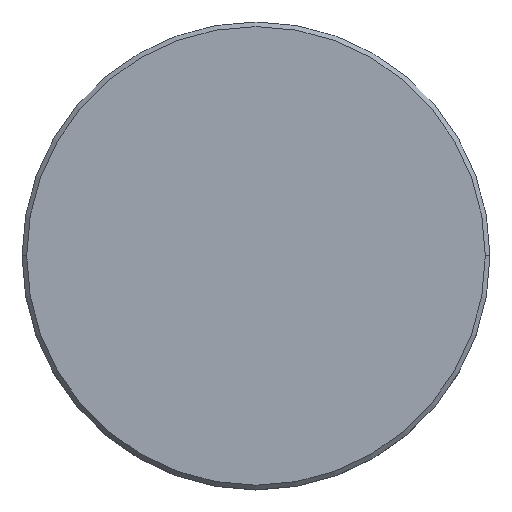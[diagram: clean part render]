
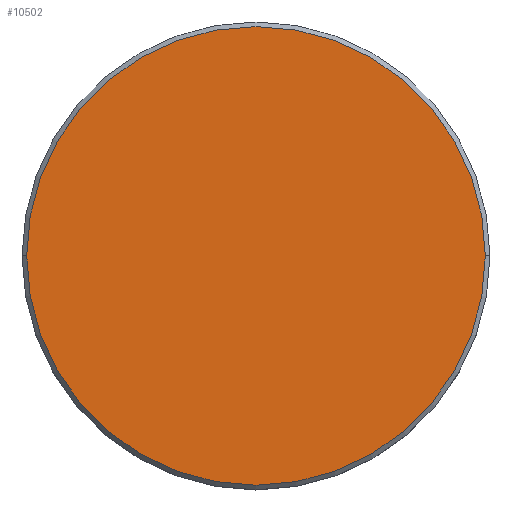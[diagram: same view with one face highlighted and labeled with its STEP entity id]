
A CAD part, top view. The second image highlights one B-rep face of the part: STEP entity #10502.
In plain terms, the highlighted planar face has unit normal (0, 0, 1).
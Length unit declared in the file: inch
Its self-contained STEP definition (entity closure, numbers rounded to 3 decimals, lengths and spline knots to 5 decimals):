
#529 = CARTESIAN_POINT ( 'NONE',  ( 0.49016, 0., 0.11811 ) ) ;
#900 = AXIS2_PLACEMENT_3D ( 'NONE', #1338, #7087, #2161 ) ;
#1338 = CARTESIAN_POINT ( 'NONE',  ( 0., 0., 0.11811 ) ) ;
#1360 = DIRECTION ( 'NONE',  ( 1., 0., 0. ) ) ;
#2161 = DIRECTION ( 'NONE',  ( 1., 0., 0. ) ) ;
#2531 = ORIENTED_EDGE ( 'NONE', *, *, #2739, .T. ) ;
#2739 = EDGE_CURVE ( 'NONE', #6412, #5193, #3778, .T. ) ;
#3681 = CARTESIAN_POINT ( 'NONE',  ( 0., 0., 0.11811 ) ) ;
#3778 = CIRCLE ( 'NONE', #900, 0.49016 ) ;
#4136 = FACE_OUTER_BOUND ( 'NONE', #6677, .T. ) ;
#4483 = DIRECTION ( 'NONE',  ( 1., 0., 0. ) ) ;
#4496 = PLANE ( 'NONE',  #9859 ) ;
#5182 = CIRCLE ( 'NONE', #8517, 0.49016 ) ;
#5193 = VERTEX_POINT ( 'NONE', #529 ) ;
#5345 = CARTESIAN_POINT ( 'NONE',  ( 0., 0., 0.11811 ) ) ;
#5469 = ORIENTED_EDGE ( 'NONE', *, *, #6459, .T. ) ;
#6287 = DIRECTION ( 'NONE',  ( 0., 0., 1. ) ) ;
#6412 = VERTEX_POINT ( 'NONE', #8513 ) ;
#6459 = EDGE_CURVE ( 'NONE', #5193, #6412, #5182, .T. ) ;
#6677 = EDGE_LOOP ( 'NONE', ( #2531, #5469 ) ) ;
#7087 = DIRECTION ( 'NONE',  ( 0., 0., 1. ) ) ;
#8513 = CARTESIAN_POINT ( 'NONE',  ( -0.49016, 0., 0.11811 ) ) ;
#8517 = AXIS2_PLACEMENT_3D ( 'NONE', #3681, #9454, #4483 ) ;
#9454 = DIRECTION ( 'NONE',  ( 0., 0., 1. ) ) ;
#9859 = AXIS2_PLACEMENT_3D ( 'NONE', #5345, #6287, #1360 ) ;
#10502 = ADVANCED_FACE ( 'NONE', ( #4136 ), #4496, .T. ) ;
